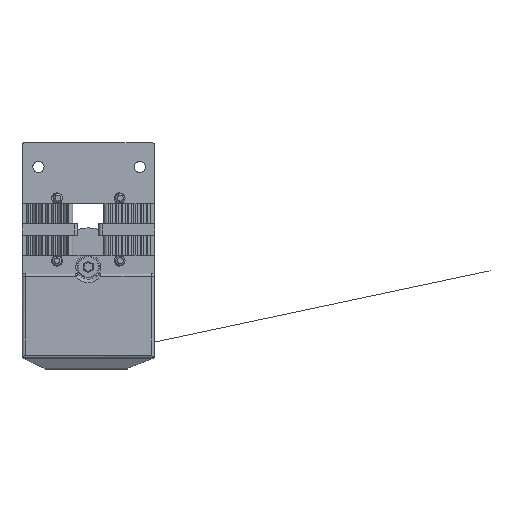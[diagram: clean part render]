
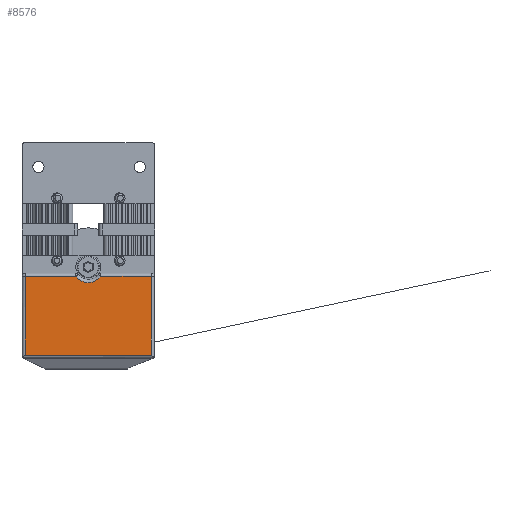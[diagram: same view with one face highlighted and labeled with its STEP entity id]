
A CAD part, left-side view. The second image highlights one B-rep face of the part: STEP entity #8576.
In plain terms, the highlighted planar face has unit normal (-1, 0, 0).
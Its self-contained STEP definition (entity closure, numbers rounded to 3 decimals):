
#309=PLANE('',#9290);
#981=FACE_OUTER_BOUND('',#1491,.T.);
#1491=EDGE_LOOP('',(#6674,#6675,#6676,#6677,#6678,#6679));
#1966=LINE('',#18400,#2744);
#1971=LINE('',#18423,#2749);
#1979=LINE('',#18456,#2757);
#1980=LINE('',#18458,#2758);
#1981=LINE('',#18459,#2759);
#2744=VECTOR('',#10593,10.);
#2749=VECTOR('',#10618,10.);
#2757=VECTOR('',#10660,10.);
#2758=VECTOR('',#10661,10.);
#2759=VECTOR('',#10662,10.);
#3476=CIRCLE('',#9275,5.);
#3921=VERTEX_POINT('',#18389);
#3924=VERTEX_POINT('',#18396);
#3929=VERTEX_POINT('',#18409);
#3933=VERTEX_POINT('',#18421);
#3941=VERTEX_POINT('',#18455);
#3942=VERTEX_POINT('',#18457);
#4917=EDGE_CURVE('',#3921,#3924,#1966,.T.);
#4928=EDGE_CURVE('',#3933,#3929,#1971,.T.);
#4930=EDGE_CURVE('',#3929,#3921,#3476,.T.);
#4945=EDGE_CURVE('',#3941,#3933,#1979,.T.);
#4946=EDGE_CURVE('',#3942,#3941,#1980,.T.);
#4947=EDGE_CURVE('',#3924,#3942,#1981,.T.);
#6674=ORIENTED_EDGE('',*,*,#4928,.F.);
#6675=ORIENTED_EDGE('',*,*,#4945,.F.);
#6676=ORIENTED_EDGE('',*,*,#4946,.F.);
#6677=ORIENTED_EDGE('',*,*,#4947,.F.);
#6678=ORIENTED_EDGE('',*,*,#4917,.F.);
#6679=ORIENTED_EDGE('',*,*,#4930,.F.);
#8576=ADVANCED_FACE('',(#981),#309,.F.);
#9275=AXIS2_PLACEMENT_3D('',#18426,#10622,#10623);
#9290=AXIS2_PLACEMENT_3D('',#18454,#10658,#10659);
#10593=DIRECTION('',(0.,-1.,0.));
#10618=DIRECTION('',(0.,-1.,0.));
#10622=DIRECTION('center_axis',(-1.,0.,0.));
#10623=DIRECTION('ref_axis',(0.,0.,
-1.));
#10658=DIRECTION('center_axis',(1.,0.,0.));
#10659=DIRECTION('ref_axis',(0.,1.,0.));
#10660=DIRECTION('',(0.,0.,1.));
#10661=DIRECTION('',(0.,1.,0.));
#10662=DIRECTION('',(0.,0.,-1.));
#18389=CARTESIAN_POINT('',(-82.704,124.559,-1.785));
#18396=CARTESIAN_POINT('',(-82.704,108.342,-1.785));
#18400=CARTESIAN_POINT('',(-82.704,128.266,-1.785));
#18409=CARTESIAN_POINT('',(-82.704,132.526,-1.785));
#18421=CARTESIAN_POINT('',(-82.704,148.742,-1.785));
#18423=CARTESIAN_POINT('',(-82.704,128.266,-1.785));
#18426=CARTESIAN_POINT('Origin',(-82.704,128.542,1.237));
#18454=CARTESIAN_POINT('Origin',(-82.704,127.291,-15.571));
#18455=CARTESIAN_POINT('',(-82.704,148.742,-26.984));
#18456=CARTESIAN_POINT('',(-82.704,148.742,11.498));
#18457=CARTESIAN_POINT('',(-82.704,108.342,-26.984));
#18458=CARTESIAN_POINT('',(-82.704,138.516,-26.984));
#18459=CARTESIAN_POINT('',(-82.704,108.342,-5.667));
